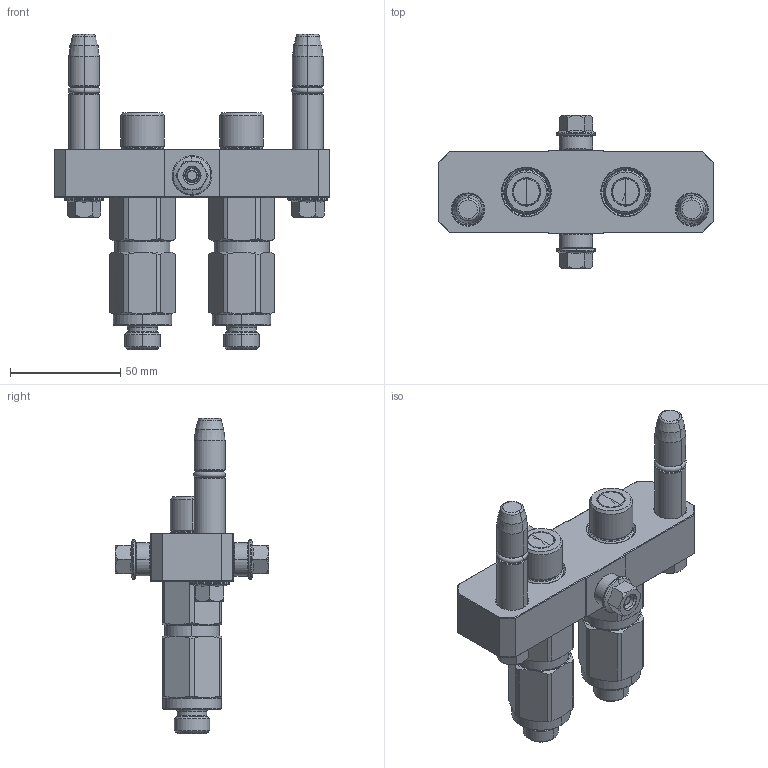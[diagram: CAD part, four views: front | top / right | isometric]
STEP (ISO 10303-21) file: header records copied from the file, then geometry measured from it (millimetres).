
FILE_DESCRIPTION (( 'STEP AP214' ), '1' );
FILE_NAME ('FASTER.step', '2024-11-19T13:11:39', ( '' ), ( '' ), 'SwSTEP 2.0', 'SolidWorks 2017', '' );
FILE_SCHEMA (( 'AUTOMOTIVE_DESIGN' ));
Length unit declared in the file: millimetre
Products named in the file (11): 1540_080_0006_000; 4830_028_1000_002; or2_62x9_19_m; 3ffnp38-2_16m; PB06_M_BASE; 4860_010_0001_000; FASTER; 1540_080_0008_000; 4830_021_0000_000; 4860_024_0001_022
Assembly tree (16 placements, depth 3):
  FASTER
    PB06_M_BASE
      4860_010_0001_000
      4830_021_0000_000  x2
      1540_080_0008_000  x2
      4860_024_0001_022
      1540_080_0006_000  x2
      4830_028_1000_002  x2
      or2_62x9_19_m  x2
    3ffnp38-2_16m  x2
      3ffnp38-2_16m
Bounding box: 125 x 69.5 x 143 mm (x, y, z)
Volume: 1616.4 mm3; surface area: 60743.5 mm2
Topology: 4 solids, 36 shells, 981 faces, 2476 edges, 1566 vertices
Faces by surface type: plane 425, cone 236, cylinder 236, torus 84
Entity records: 25731 total; most frequent: CARTESIAN_POINT 6836, ORIENTED_EDGE 3610, DIRECTION 3434, EDGE_CURVE 1842, VERTEX_POINT 1177, VECTOR 1176, LINE 1176, AXIS2_PLACEMENT_3D 1129
